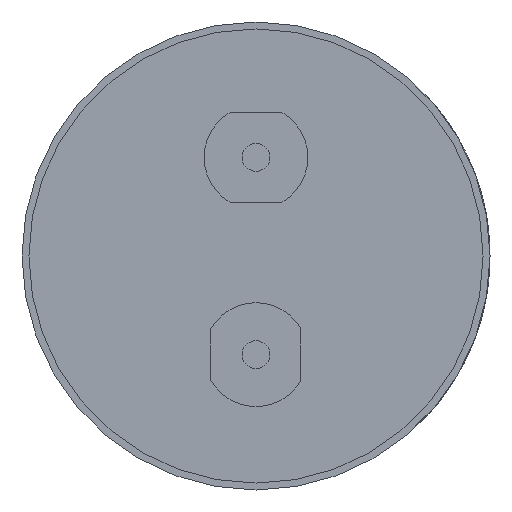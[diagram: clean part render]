
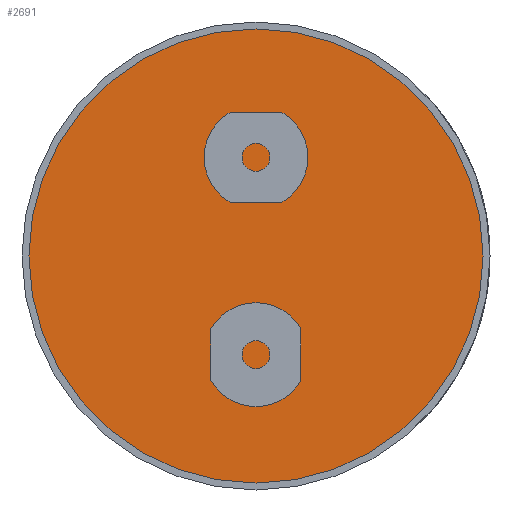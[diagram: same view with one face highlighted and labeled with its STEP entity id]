
A CAD part, front view. The second image highlights one B-rep face of the part: STEP entity #2691.
In plain terms, the highlighted planar face has unit normal (0, -1, 0).
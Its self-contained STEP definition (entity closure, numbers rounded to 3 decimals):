
#140 = VERTEX_POINT ( 'NONE', #2133 ) ;
#493 = ORIENTED_EDGE ( 'NONE', *, *, #1226, .T. ) ;
#632 = DIRECTION ( 'NONE',  ( 0., -1., 0. ) ) ;
#928 = DIRECTION ( 'NONE',  ( 0., -1., 0. ) ) ;
#1165 = CARTESIAN_POINT ( 'NONE',  ( 0., 3.2, 32.8 ) ) ;
#1226 = EDGE_CURVE ( 'NONE', #140, #5159, #2012, .T. ) ;
#1550 = AXIS2_PLACEMENT_3D ( 'NONE', #3997, #1880, #3530 ) ;
#1563 = FACE_OUTER_BOUND ( 'NONE', #2926, .T. ) ;
#1790 = PLANE ( 'NONE',  #2604 ) ;
#1880 = DIRECTION ( 'NONE',  ( 0., -1., 0. ) ) ;
#1964 = EDGE_CURVE ( 'NONE', #5159, #140, #4593, .T. ) ;
#2012 = CIRCLE ( 'NONE', #3751, 32.8 ) ;
#2133 = CARTESIAN_POINT ( 'NONE',  ( 0., 3.2, -32.8 ) ) ;
#2604 = AXIS2_PLACEMENT_3D ( 'NONE', #4029, #632, #3567 ) ;
#2691 = ADVANCED_FACE ( 'NONE', ( #1563 ), #1790, .T. ) ;
#2926 = EDGE_LOOP ( 'NONE', ( #493, #4837 ) ) ;
#3530 = DIRECTION ( 'NONE',  ( 0., 0., -1. ) ) ;
#3567 = DIRECTION ( 'NONE',  ( 0., 0., -1. ) ) ;
#3751 = AXIS2_PLACEMENT_3D ( 'NONE', #4263, #928, #4273 ) ;
#3997 = CARTESIAN_POINT ( 'NONE',  ( 0., 3.2, 0. ) ) ;
#4029 = CARTESIAN_POINT ( 'NONE',  ( 0., 3.2, 0. ) ) ;
#4263 = CARTESIAN_POINT ( 'NONE',  ( 0., 3.2, 0. ) ) ;
#4273 = DIRECTION ( 'NONE',  ( 0., 0., -1. ) ) ;
#4593 = CIRCLE ( 'NONE', #1550, 32.8 ) ;
#4837 = ORIENTED_EDGE ( 'NONE', *, *, #1964, .T. ) ;
#5159 = VERTEX_POINT ( 'NONE', #1165 ) ;
